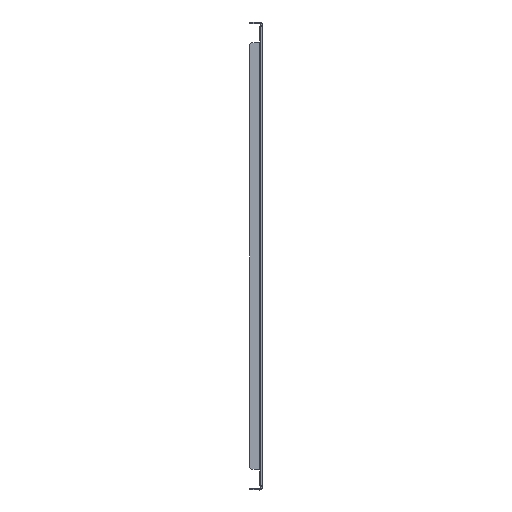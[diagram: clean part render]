
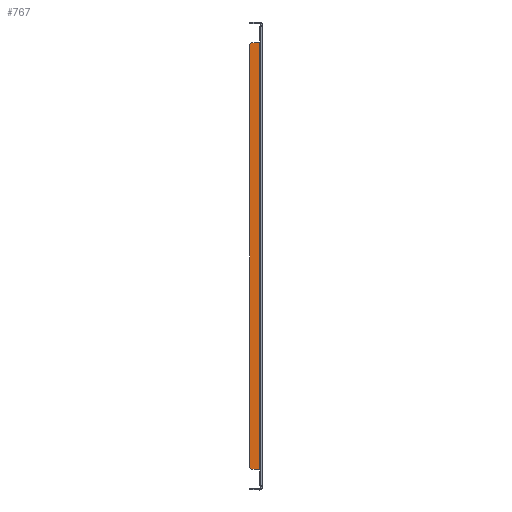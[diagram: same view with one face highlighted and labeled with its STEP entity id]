
A CAD part, left-side view. The second image highlights one B-rep face of the part: STEP entity #767.
In plain terms, the highlighted planar face has unit normal (-1, 0, 0).
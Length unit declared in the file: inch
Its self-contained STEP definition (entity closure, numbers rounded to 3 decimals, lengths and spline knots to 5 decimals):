
#25 = DIRECTION ( 'NONE',  ( 0., -1., 0. ) ) ;
#313 = CARTESIAN_POINT ( 'NONE',  ( -20.085, 0.75, 14.664 ) ) ;
#316 = ORIENTED_EDGE ( 'NONE', *, *, #4826, .F. ) ;
#358 = DIRECTION ( 'NONE',  ( 1., 0., 0. ) ) ;
#418 = DIRECTION ( 'NONE',  ( 0., -0.707, 0.707 ) ) ;
#498 = EDGE_CURVE ( 'NONE', #794, #3863, #5816, .T. ) ;
#531 = VECTOR ( 'NONE', #25, 39.37008 ) ;
#626 = DIRECTION ( 'NONE',  ( 0., 0., -1. ) ) ;
#655 = DIRECTION ( 'NONE',  ( -1., 0., 0. ) ) ;
#767 = ADVANCED_FACE ( 'NONE', ( #1199 ), #854, .F. ) ;
#794 = VERTEX_POINT ( 'NONE', #5078 ) ;
#852 = CARTESIAN_POINT ( 'NONE',  ( -20.085, 0.171, -12.85 ) ) ;
#854 = PLANE ( 'NONE',  #3052 ) ;
#877 = ORIENTED_EDGE ( 'NONE', *, *, #3730, .F. ) ;
#973 = VECTOR ( 'NONE', #2658, 39.37008 ) ;
#1024 = CARTESIAN_POINT ( 'NONE',  ( -20.085, 0.75, 12.725 ) ) ;
#1199 = FACE_OUTER_BOUND ( 'NONE', #6567, .T. ) ;
#1251 = CARTESIAN_POINT ( 'NONE',  ( -20.085, 0.143, 13.888 ) ) ;
#1442 = LINE ( 'NONE', #7440, #973 ) ;
#1538 = VECTOR ( 'NONE', #5536, 39.37008 ) ;
#1661 = VERTEX_POINT ( 'NONE', #2168 ) ;
#2168 = CARTESIAN_POINT ( 'NONE',  ( -20.085, 0.625, -12.85 ) ) ;
#2225 = CARTESIAN_POINT ( 'NONE',  ( -20.085, 0.143, 12.85656 ) ) ;
#2452 = AXIS2_PLACEMENT_3D ( 'NONE', #7579, #6421, #2813 ) ;
#2591 = ORIENTED_EDGE ( 'NONE', *, *, #6070, .T. ) ;
#2658 = DIRECTION ( 'NONE',  ( 0., 1., 0. ) ) ;
#2720 = VERTEX_POINT ( 'NONE', #3912 ) ;
#2752 = VERTEX_POINT ( 'NONE', #2225 ) ;
#2813 = DIRECTION ( 'NONE',  ( 0., 1., 0. ) ) ;
#3052 = AXIS2_PLACEMENT_3D ( 'NONE', #3402, #358, #4009 ) ;
#3102 = LINE ( 'NONE', #3558, #1538 ) ;
#3309 = VERTEX_POINT ( 'NONE', #4108 ) ;
#3402 = CARTESIAN_POINT ( 'NONE',  ( -20.085, 0.75, 14.664 ) ) ;
#3558 = CARTESIAN_POINT ( 'NONE',  ( -20.085, 0.625, -12.85 ) ) ;
#3730 = EDGE_CURVE ( 'NONE', #3309, #2720, #3950, .T. ) ;
#3863 = VERTEX_POINT ( 'NONE', #852 ) ;
#3894 = LINE ( 'NONE', #7091, #531 ) ;
#3912 = CARTESIAN_POINT ( 'NONE',  ( -20.085, 0.75, 12.725 ) ) ;
#3943 = VERTEX_POINT ( 'NONE', #7478 ) ;
#3950 = LINE ( 'NONE', #313, #4693 ) ;
#4009 = DIRECTION ( 'NONE',  ( 0., 1., 0. ) ) ;
#4079 = ORIENTED_EDGE ( 'NONE', *, *, #6712, .F. ) ;
#4108 = CARTESIAN_POINT ( 'NONE',  ( -20.085, 0.75, -12.725 ) ) ;
#4220 = CARTESIAN_POINT ( 'NONE',  ( -20.085, 0.171, -12.913 ) ) ;
#4456 = ORIENTED_EDGE ( 'NONE', *, *, #6998, .F. ) ;
#4693 = VECTOR ( 'NONE', #5633, 39.37008 ) ;
#4826 = EDGE_CURVE ( 'NONE', #2720, #5978, #6948, .T. ) ;
#5078 = CARTESIAN_POINT ( 'NONE',  ( -20.085, 0.143, -12.85656 ) ) ;
#5299 = DIRECTION ( 'NONE',  ( 0., 1., 0. ) ) ;
#5536 = DIRECTION ( 'NONE',  ( 0., 0.707, 0.707 ) ) ;
#5592 = EDGE_CURVE ( 'NONE', #5978, #3943, #3894, .T. ) ;
#5633 = DIRECTION ( 'NONE',  ( 0., 0., 1. ) ) ;
#5637 = AXIS2_PLACEMENT_3D ( 'NONE', #4220, #655, #5299 ) ;
#5816 = CIRCLE ( 'NONE', #5637, 0.063 ) ;
#5901 = VECTOR ( 'NONE', #626, 39.37008 ) ;
#5978 = VERTEX_POINT ( 'NONE', #7201 ) ;
#6070 = EDGE_CURVE ( 'NONE', #2752, #3943, #6658, .T. ) ;
#6170 = EDGE_CURVE ( 'NONE', #2752, #794, #7463, .T. ) ;
#6331 = ORIENTED_EDGE ( 'NONE', *, *, #5592, .F. ) ;
#6421 = DIRECTION ( 'NONE',  ( 1., 0., 0. ) ) ;
#6567 = EDGE_LOOP ( 'NONE', ( #2591, #6331, #316, #877, #4079, #4456, #6985, #7345 ) ) ;
#6658 = CIRCLE ( 'NONE', #2452, 0.063 ) ;
#6712 = EDGE_CURVE ( 'NONE', #1661, #3309, #3102, .T. ) ;
#6768 = VECTOR ( 'NONE', #418, 39.37008 ) ;
#6948 = LINE ( 'NONE', #1024, #6768 ) ;
#6985 = ORIENTED_EDGE ( 'NONE', *, *, #498, .F. ) ;
#6998 = EDGE_CURVE ( 'NONE', #3863, #1661, #1442, .T. ) ;
#7091 = CARTESIAN_POINT ( 'NONE',  ( -20.085, 0.75, 12.85 ) ) ;
#7201 = CARTESIAN_POINT ( 'NONE',  ( -20.085, 0.625, 12.85 ) ) ;
#7345 = ORIENTED_EDGE ( 'NONE', *, *, #6170, .F. ) ;
#7440 = CARTESIAN_POINT ( 'NONE',  ( -20.085, 0.75, -12.85 ) ) ;
#7463 = LINE ( 'NONE', #1251, #5901 ) ;
#7478 = CARTESIAN_POINT ( 'NONE',  ( -20.085, 0.171, 12.85 ) ) ;
#7579 = CARTESIAN_POINT ( 'NONE',  ( -20.085, 0.171, 12.913 ) ) ;
